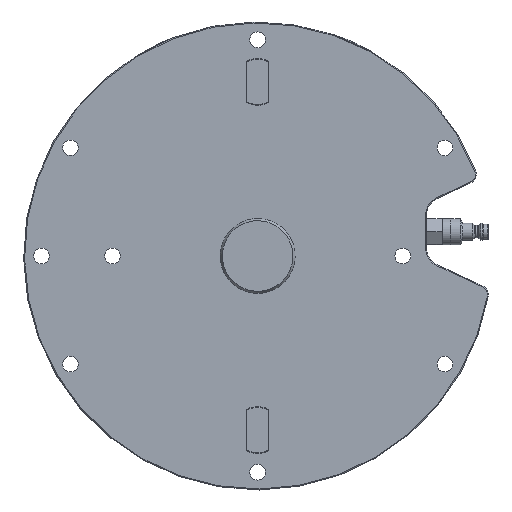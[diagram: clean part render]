
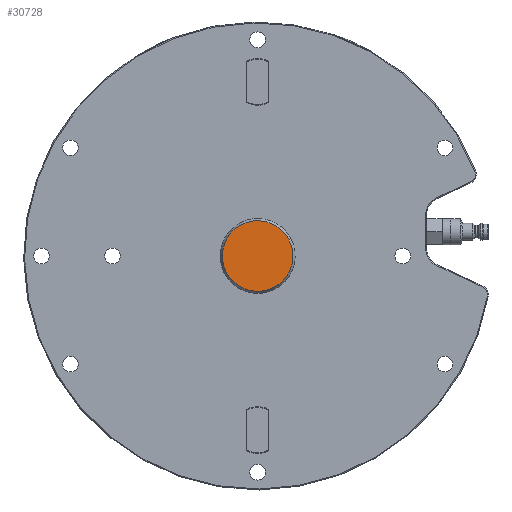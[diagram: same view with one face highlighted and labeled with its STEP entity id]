
A CAD part, front view. The second image highlights one B-rep face of the part: STEP entity #30728.
In plain terms, the highlighted planar face has unit normal (0, -1, 0).
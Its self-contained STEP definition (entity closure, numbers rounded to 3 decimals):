
#1151 = CARTESIAN_POINT ( 'NONE',  ( 0., -20., 0. ) ) ;
#4878 = DIRECTION ( 'NONE',  ( 0., -1., 0. ) ) ;
#8305 = CIRCLE ( 'NONE', #41193, 18.845 ) ;
#12945 = FACE_OUTER_BOUND ( 'NONE', #36629, .T. ) ;
#14085 = CARTESIAN_POINT ( 'NONE',  ( 17.367, -20., -7.316 ) ) ;
#30309 = PLANE ( 'NONE',  #33395 ) ;
#30338 = VERTEX_POINT ( 'NONE', #30899 ) ;
#30728 = ADVANCED_FACE ( 'NONE', ( #12945 ), #30309, .T. ) ;
#30899 = CARTESIAN_POINT ( 'NONE',  ( 7.316, -20., 17.367 ) ) ;
#31152 = DIRECTION ( 'NONE',  ( -0.388, 0., -0.922 ) ) ;
#33395 = AXIS2_PLACEMENT_3D ( 'NONE', #14085, #4878, #31152 ) ;
#34488 = EDGE_CURVE ( 'NONE', #30338, #30338, #8305, .T. ) ;
#36629 = EDGE_LOOP ( 'NONE', ( #48274 ) ) ;
#41193 = AXIS2_PLACEMENT_3D ( 'NONE', #1151, #49514, #53251 ) ;
#48274 = ORIENTED_EDGE ( 'NONE', *, *, #34488, .F. ) ;
#49514 = DIRECTION ( 'NONE',  ( 0., 1., 0. ) ) ;
#53251 = DIRECTION ( 'NONE',  ( 0.388, 0., 0.922 ) ) ;
